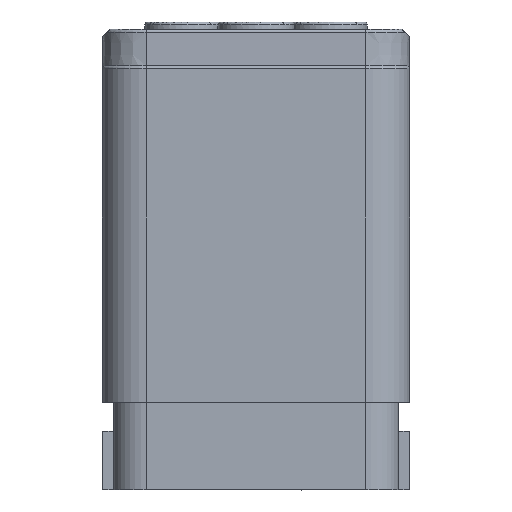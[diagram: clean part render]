
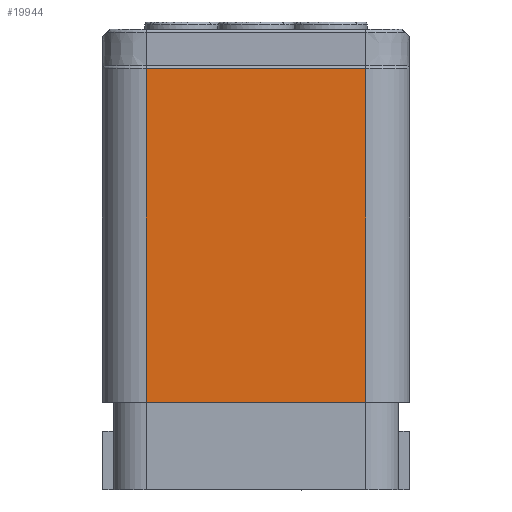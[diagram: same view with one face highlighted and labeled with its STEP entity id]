
A CAD part, front view. The second image highlights one B-rep face of the part: STEP entity #19944.
In plain terms, the highlighted planar face has unit normal (0, -1, 0).
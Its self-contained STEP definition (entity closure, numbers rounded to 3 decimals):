
#5406=DIRECTION('',(1.,0.,0.));
#5407=VECTOR('',#5406,15.);
#5408=CARTESIAN_POINT('',(41.188,36.165,-42.));
#5409=LINE('',#5408,#5407);
#5573=DIRECTION('',(0.,0.,-1.));
#5574=VECTOR('',#5573,22.8);
#5575=CARTESIAN_POINT('',(41.188,36.165,-19.2));
#5576=LINE('',#5575,#5574);
#5581=DIRECTION('',(1.,0.,0.));
#5582=VECTOR('',#5581,15.);
#5583=CARTESIAN_POINT('',(41.188,36.165,-19.2));
#5584=LINE('',#5583,#5582);
#5585=DIRECTION('',(0.,0.,-1.));
#5586=VECTOR('',#5585,22.8);
#5587=CARTESIAN_POINT('',(56.188,36.165,-19.2));
#5588=LINE('',#5587,#5586);
#10344=CARTESIAN_POINT('',(41.188,36.165,-42.));
#10345=VERTEX_POINT('',#10344);
#10346=CARTESIAN_POINT('',(56.188,36.165,-42.));
#10347=VERTEX_POINT('',#10346);
#11072=CARTESIAN_POINT('',(56.188,36.165,-19.2));
#11073=VERTEX_POINT('',#11072);
#11074=CARTESIAN_POINT('',(41.188,36.165,-19.2));
#11075=VERTEX_POINT('',#11074);
#19932=CARTESIAN_POINT('',(48.688,36.165,-29.21));
#19933=DIRECTION('',(0.,1.,0.));
#19934=DIRECTION('',(-1.,0.,0.));
#19935=AXIS2_PLACEMENT_3D('',#19932,#19933,#19934);
#19936=PLANE('',#19935);
#19937=ORIENTED_EDGE('',*,*,#19260,.T.);
#19939=ORIENTED_EDGE('',*,*,#19938,.T.);
#19940=ORIENTED_EDGE('',*,*,#19729,.F.);
#19941=ORIENTED_EDGE('',*,*,#19925,.F.);
#19942=EDGE_LOOP('',(#19937,#19939,#19940,#19941));
#19943=FACE_OUTER_BOUND('',#19942,.F.);
#19944=ADVANCED_FACE('',(#19943),#19936,.F.);
#19260=EDGE_CURVE('',#11075,#11073,#5584,.T.);
#19729=EDGE_CURVE('',#10345,#10347,#5409,.T.);
#19925=EDGE_CURVE('',#11075,#10345,#5576,.T.);
#19938=EDGE_CURVE('',#11073,#10347,#5588,.T.);
